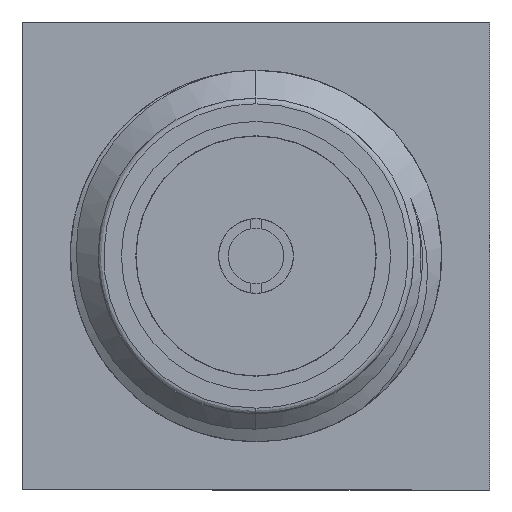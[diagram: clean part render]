
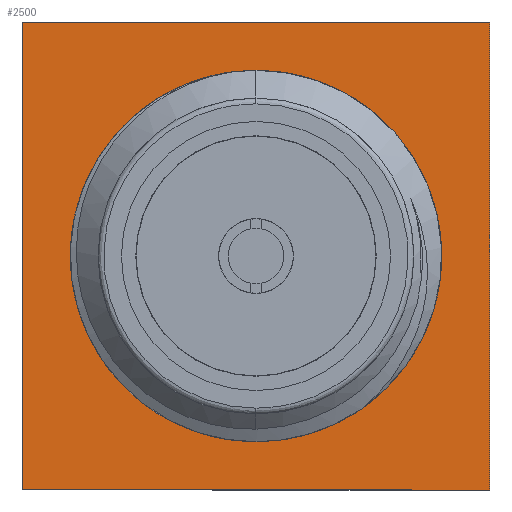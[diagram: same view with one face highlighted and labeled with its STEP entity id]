
A CAD part, left-side view. The second image highlights one B-rep face of the part: STEP entity #2500.
In plain terms, the highlighted planar face has unit normal (-1, 0, 0).
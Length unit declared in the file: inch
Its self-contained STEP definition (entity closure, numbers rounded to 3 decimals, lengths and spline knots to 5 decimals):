
#122 = DIRECTION ( 'NONE',  ( 0., 1., 0. ) ) ;
#143 = AXIS2_PLACEMENT_3D ( 'NONE', #1122, #2327, #1273 ) ;
#170 = DIRECTION ( 'NONE',  ( 0., -1., 0. ) ) ;
#222 = ORIENTED_EDGE ( 'NONE', *, *, #2570, .T. ) ;
#326 = LINE ( 'NONE', #3123, #2339 ) ;
#350 = EDGE_CURVE ( 'NONE', #1125, #2820, #3172, .T. ) ;
#452 = EDGE_CURVE ( 'NONE', #867, #631, #2263, .T. ) ;
#615 = ORIENTED_EDGE ( 'NONE', *, *, #452, .T. ) ;
#631 = VERTEX_POINT ( 'NONE', #2543 ) ;
#718 = CIRCLE ( 'NONE', #143, 0.1063 ) ;
#819 = AXIS2_PLACEMENT_3D ( 'NONE', #2415, #2160, #2890 ) ;
#834 = LINE ( 'NONE', #2407, #3174 ) ;
#866 = FACE_BOUND ( 'NONE', #1616, .T. ) ;
#867 = VERTEX_POINT ( 'NONE', #987 ) ;
#927 = CARTESIAN_POINT ( 'NONE',  ( 0.31024, 0.15748, 0.15748 ) ) ;
#987 = CARTESIAN_POINT ( 'NONE',  ( 0.31024, 0., 0.1063 ) ) ;
#1047 = EDGE_CURVE ( 'NONE', #631, #867, #718, .T. ) ;
#1102 = PLANE ( 'NONE',  #2176 ) ;
#1122 = CARTESIAN_POINT ( 'NONE',  ( 0.31024, 0., 0. ) ) ;
#1125 = VERTEX_POINT ( 'NONE', #1138 ) ;
#1138 = CARTESIAN_POINT ( 'NONE',  ( 0.31024, 0.15748, 0.15748 ) ) ;
#1215 = ORIENTED_EDGE ( 'NONE', *, *, #2752, .T. ) ;
#1273 = DIRECTION ( 'NONE',  ( 0., 0., -1. ) ) ;
#1308 = CARTESIAN_POINT ( 'NONE',  ( 0.31024, 0.15748, -0.15748 ) ) ;
#1392 = CARTESIAN_POINT ( 'NONE',  ( 0.31024, -0.15748, 0.15748 ) ) ;
#1451 = VERTEX_POINT ( 'NONE', #2710 ) ;
#1453 = EDGE_CURVE ( 'NONE', #2820, #1451, #3210, .T. ) ;
#1616 = EDGE_LOOP ( 'NONE', ( #1939, #615 ) ) ;
#1846 = DIRECTION ( 'NONE',  ( 0., 0., 1. ) ) ;
#1852 = DIRECTION ( 'NONE',  ( -1., 0., 0. ) ) ;
#1885 = DIRECTION ( 'NONE',  ( 0., 0., 1. ) ) ;
#1939 = ORIENTED_EDGE ( 'NONE', *, *, #1047, .T. ) ;
#2054 = VECTOR ( 'NONE', #170, 39.37008 ) ;
#2120 = CARTESIAN_POINT ( 'NONE',  ( 0.31024, 0., 0. ) ) ;
#2151 = CARTESIAN_POINT ( 'NONE',  ( 0.31024, 0.15748, -0.15748 ) ) ;
#2160 = DIRECTION ( 'NONE',  ( 1., 0., 0. ) ) ;
#2176 = AXIS2_PLACEMENT_3D ( 'NONE', #2120, #1852, #1885 ) ;
#2263 = CIRCLE ( 'NONE', #819, 0.1063 ) ;
#2327 = DIRECTION ( 'NONE',  ( 1., 0., 0. ) ) ;
#2339 = VECTOR ( 'NONE', #1846, 39.37008 ) ;
#2407 = CARTESIAN_POINT ( 'NONE',  ( 0.31024, 0.15748, 0.15748 ) ) ;
#2415 = CARTESIAN_POINT ( 'NONE',  ( 0.31024, 0., 0. ) ) ;
#2467 = DIRECTION ( 'NONE',  ( 0., 0., -1. ) ) ;
#2500 = ADVANCED_FACE ( 'NONE', ( #866, #3161 ), #1102, .T. ) ;
#2543 = CARTESIAN_POINT ( 'NONE',  ( 0.31024, 0., -0.1063 ) ) ;
#2559 = VERTEX_POINT ( 'NONE', #1392 ) ;
#2570 = EDGE_CURVE ( 'NONE', #2559, #1125, #834, .T. ) ;
#2581 = VECTOR ( 'NONE', #2467, 39.37008 ) ;
#2710 = CARTESIAN_POINT ( 'NONE',  ( 0.31024, -0.15748, -0.15748 ) ) ;
#2752 = EDGE_CURVE ( 'NONE', #1451, #2559, #326, .T. ) ;
#2820 = VERTEX_POINT ( 'NONE', #1308 ) ;
#2849 = EDGE_LOOP ( 'NONE', ( #3103, #1215, #222, #3247 ) ) ;
#2890 = DIRECTION ( 'NONE',  ( 0., 0., -1. ) ) ;
#3103 = ORIENTED_EDGE ( 'NONE', *, *, #1453, .T. ) ;
#3123 = CARTESIAN_POINT ( 'NONE',  ( 0.31024, -0.15748, 0.15748 ) ) ;
#3161 = FACE_OUTER_BOUND ( 'NONE', #2849, .T. ) ;
#3172 = LINE ( 'NONE', #927, #2581 ) ;
#3174 = VECTOR ( 'NONE', #122, 39.37008 ) ;
#3210 = LINE ( 'NONE', #2151, #2054 ) ;
#3247 = ORIENTED_EDGE ( 'NONE', *, *, #350, .T. ) ;
